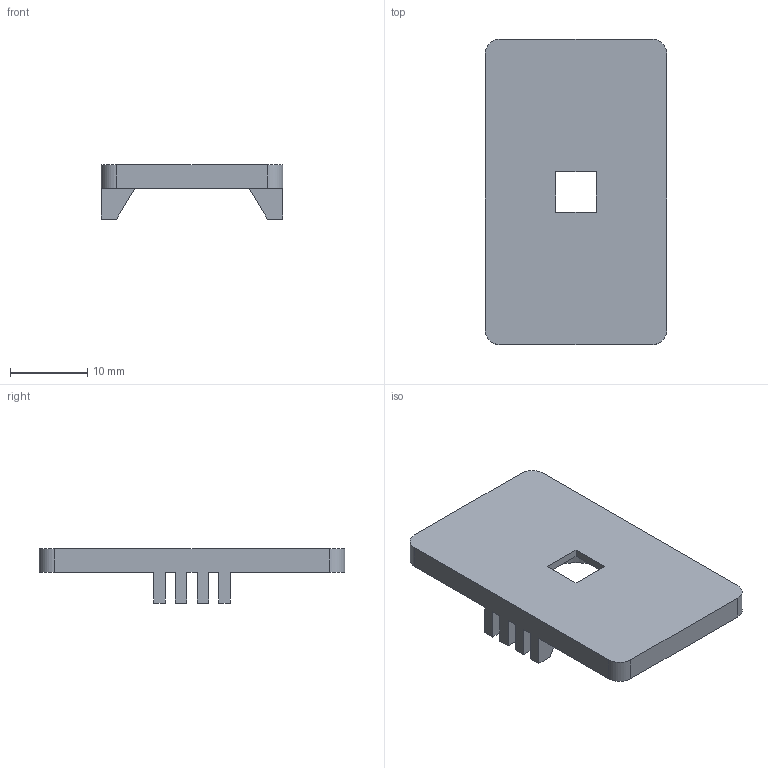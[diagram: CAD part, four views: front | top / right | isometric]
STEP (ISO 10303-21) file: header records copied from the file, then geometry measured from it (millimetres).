
FILE_DESCRIPTION(/* description */ (''),/* implementation_level */ '2;1');
FILE_NAME(/* name */ 'NeoPixelSolderingTool.step',/* time_stamp */ '2022-04-14T09:18:50-07:00',/* author */ (''),/* organization */ (''),/* preprocessor_version */ 'ST-DEVELOPER v18.1',/* originating_system */ 'Autodesk Translation Framework v10.14.0.1471',/* authorisation */ '');
FILE_SCHEMA (('AUTOMOTIVE_DESIGN { 1 0 10303 214 3 1 1 }'));
Length unit declared in the file: millimetre
Products named in the file (1): NeopixelTool
Bounding box: 23.5 x 39.5 x 7 mm (x, y, z)
Volume: 2736.9 mm3; surface area: 2527.4 mm2
Topology: 1 solids, 1 shells, 48 faces, 135 edges, 90 vertices
Faces by surface type: plane 43, cylinder 5
Full cylindrical faces by diameter (mm): 10.2 x1
Entity records: 1566 total; most frequent: CARTESIAN_POINT 274, ORIENTED_EDGE 270, DIRECTION 243, EDGE_CURVE 135, LINE 125, VECTOR 125, VERTEX_POINT 90, AXIS2_PLACEMENT_3D 59
